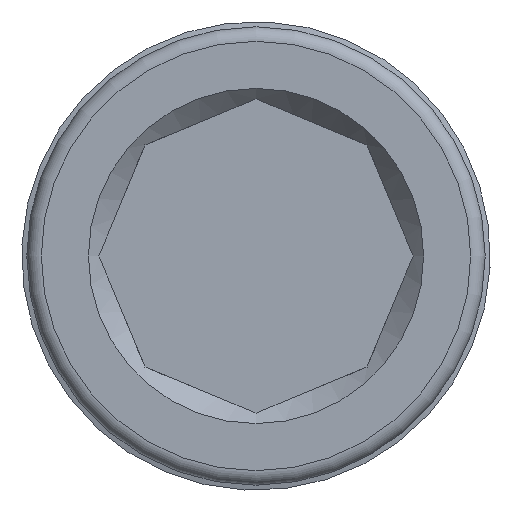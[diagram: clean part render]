
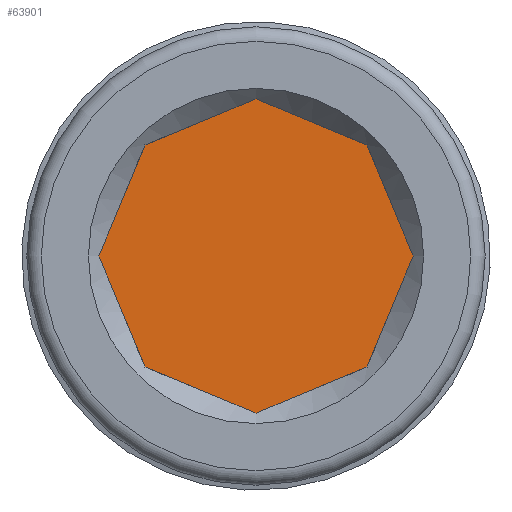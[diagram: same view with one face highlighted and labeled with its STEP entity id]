
A CAD part, left-side view. The second image highlights one B-rep face of the part: STEP entity #63901.
In plain terms, the highlighted planar face has unit normal (-1, 0, 0).
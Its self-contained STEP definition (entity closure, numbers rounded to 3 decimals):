
#63885=CARTESIAN_POINT('',(10.0,-5.425,0.0));
#63886=DIRECTION('',(-1.0,0.0,0.0));
#63887=DIRECTION('',(0.0,0.0,1.0));
#63888=AXIS2_PLACEMENT_3D('',#63885,#63886,#63887);
#63889=PLANE('',#63888);
#63890=CARTESIAN_POINT('',(10.0,-6.05,0.0));
#63891=VERTEX_POINT('',#63890);
#63892=CARTESIAN_POINT('',(10.0,0.0,0.0));
#63893=DIRECTION('',(1.0,0.0,0.0));
#63894=DIRECTION('',(0.0,-1.0,0.0));
#63895=AXIS2_PLACEMENT_3D('',#63892,#63893,#63894);
#63896=CIRCLE('',#63895,6.05);
#63897=EDGE_CURVE('',#63891,#63891,#63896,.T.);
#63898=ORIENTED_EDGE('',*,*,#63897,.F.);
#63899=EDGE_LOOP('',(#63898));
#63900=FACE_OUTER_BOUND('',#63899,.T.);
#63901=ADVANCED_FACE('',(#63900),#63889,.T.);
